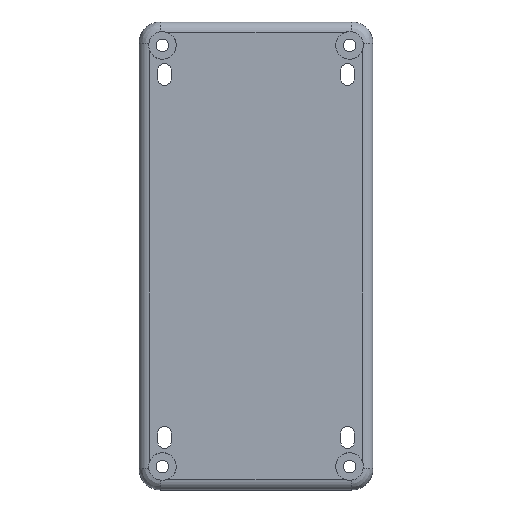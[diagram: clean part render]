
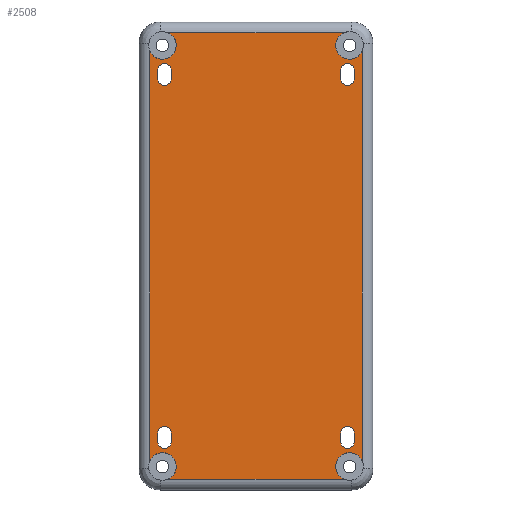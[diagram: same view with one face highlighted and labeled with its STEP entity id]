
A CAD part, top view. The second image highlights one B-rep face of the part: STEP entity #2508.
In plain terms, the highlighted planar face has unit normal (0, 0, 1).
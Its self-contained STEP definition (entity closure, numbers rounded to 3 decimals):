
#23=FACE_BOUND('',#410,.T.);
#24=FACE_BOUND('',#411,.T.);
#25=FACE_BOUND('',#412,.T.);
#26=FACE_BOUND('',#413,.T.);
#57=CIRCLE('',#2625,1.6);
#58=CIRCLE('',#2628,1.6);
#61=CIRCLE('',#2633,1.6);
#62=CIRCLE('',#2636,1.6);
#65=CIRCLE('',#2641,1.6);
#66=CIRCLE('',#2644,1.6);
#69=CIRCLE('',#2649,1.6);
#70=CIRCLE('',#2652,1.6);
#72=CIRCLE('',#2655,3.25);
#74=CIRCLE('',#2657,3.25);
#76=CIRCLE('',#2661,3.25);
#78=CIRCLE('',#2663,3.25);
#80=CIRCLE('',#2667,3.25);
#83=CIRCLE('',#2672,3.25);
#267=FACE_OUTER_BOUND('',#409,.T.);
#409=EDGE_LOOP('',(#1767,#1768,#1769,#1770,#1771,#1772,#1773,#1774,#1775,
#1776));
#410=EDGE_LOOP('',(#1777,#1778,#1779,#1780));
#411=EDGE_LOOP('',(#1781,#1782,#1783,#1784));
#412=EDGE_LOOP('',(#1785,#1786,#1787,#1788));
#413=EDGE_LOOP('',(#1789,#1790,#1791,#1792));
#542=LINE('',#3647,#783);
#545=LINE('',#3657,#786);
#550=LINE('',#3671,#791);
#553=LINE('',#3681,#794);
#556=LINE('',#3691,#797);
#561=LINE('',#3705,#802);
#566=LINE('',#3719,#807);
#569=LINE('',#3729,#810);
#576=LINE('',#3899,#817);
#578=LINE('',#3918,#819);
#579=LINE('',#3919,#820);
#580=LINE('',#3920,#821);
#783=VECTOR('',#2886,10.);
#786=VECTOR('',#2897,10.);
#791=VECTOR('',#2910,10.);
#794=VECTOR('',#2921,10.);
#797=VECTOR('',#2932,10.);
#802=VECTOR('',#2945,10.);
#807=VECTOR('',#2958,10.);
#810=VECTOR('',#2969,10.);
#817=VECTOR('',#3028,10.);
#819=VECTOR('',#3040,10.);
#820=VECTOR('',#3041,10.);
#821=VECTOR('',#3042,10.);
#1024=VERTEX_POINT('',#3644);
#1025=VERTEX_POINT('',#3646);
#1027=VERTEX_POINT('',#3652);
#1028=VERTEX_POINT('',#3656);
#1032=VERTEX_POINT('',#3668);
#1033=VERTEX_POINT('',#3670);
#1035=VERTEX_POINT('',#3676);
#1036=VERTEX_POINT('',#3680);
#1038=VERTEX_POINT('',#3689);
#1039=VERTEX_POINT('',#3690);
#1043=VERTEX_POINT('',#3700);
#1044=VERTEX_POINT('',#3704);
#1048=VERTEX_POINT('',#3716);
#1049=VERTEX_POINT('',#3718);
#1051=VERTEX_POINT('',#3724);
#1052=VERTEX_POINT('',#3728);
#1055=VERTEX_POINT('',#3738);
#1057=VERTEX_POINT('',#3758);
#1058=VERTEX_POINT('',#3767);
#1062=VERTEX_POINT('',#3778);
#1064=VERTEX_POINT('',#3798);
#1065=VERTEX_POINT('',#3807);
#1071=VERTEX_POINT('',#3834);
#1072=VERTEX_POINT('',#3843);
#1075=VERTEX_POINT('',#3858);
#1077=VERTEX_POINT('',#3866);
#1274=EDGE_CURVE('',#1025,#1024,#542,.T.);
#1278=EDGE_CURVE('',#1024,#1027,#57,.T.);
#1279=EDGE_CURVE('',#1027,#1028,#545,.T.);
#1282=EDGE_CURVE('',#1028,#1025,#58,.T.);
#1286=EDGE_CURVE('',#1033,#1032,#550,.T.);
#1290=EDGE_CURVE('',#1032,#1035,#61,.T.);
#1291=EDGE_CURVE('',#1035,#1036,#553,.T.);
#1294=EDGE_CURVE('',#1036,#1033,#62,.T.);
#1296=EDGE_CURVE('',#1038,#1039,#556,.T.);
#1302=EDGE_CURVE('',#1039,#1043,#65,.T.);
#1303=EDGE_CURVE('',#1043,#1044,#561,.T.);
#1306=EDGE_CURVE('',#1044,#1038,#66,.T.);
#1310=EDGE_CURVE('',#1049,#1048,#566,.T.);
#1314=EDGE_CURVE('',#1048,#1051,#69,.T.);
#1315=EDGE_CURVE('',#1051,#1052,#569,.T.);
#1318=EDGE_CURVE('',#1052,#1049,#70,.T.);
#1323=EDGE_CURVE('',#1058,#1057,#72,.T.);
#1326=EDGE_CURVE('',#1055,#1058,#74,.T.);
#1331=EDGE_CURVE('',#1065,#1064,#76,.T.);
#1334=EDGE_CURVE('',#1062,#1065,#78,.T.);
#1339=EDGE_CURVE('',#1072,#1071,#80,.T.);
#1345=EDGE_CURVE('',#1077,#1075,#83,.T.);
#1352=EDGE_CURVE('',#1072,#1075,#576,.T.);
#1358=EDGE_CURVE('',#1062,#1057,#578,.T.);
#1359=EDGE_CURVE('',#1077,#1064,#579,.T.);
#1360=EDGE_CURVE('',#1055,#1071,#580,.T.);
#1767=ORIENTED_EDGE('',*,*,#1326,.T.);
#1768=ORIENTED_EDGE('',*,*,#1323,.T.);
#1769=ORIENTED_EDGE('',*,*,#1358,.F.);
#1770=ORIENTED_EDGE('',*,*,#1334,.T.);
#1771=ORIENTED_EDGE('',*,*,#1331,.T.);
#1772=ORIENTED_EDGE('',*,*,#1359,.F.);
#1773=ORIENTED_EDGE('',*,*,#1345,.T.);
#1774=ORIENTED_EDGE('',*,*,#1352,.F.);
#1775=ORIENTED_EDGE('',*,*,#1339,.T.);
#1776=ORIENTED_EDGE('',*,*,#1360,.F.);
#1777=ORIENTED_EDGE('',*,*,#1279,.T.);
#1778=ORIENTED_EDGE('',*,*,#1282,.T.);
#1779=ORIENTED_EDGE('',*,*,#1274,.T.);
#1780=ORIENTED_EDGE('',*,*,#1278,.T.);
#1781=ORIENTED_EDGE('',*,*,#1291,.T.);
#1782=ORIENTED_EDGE('',*,*,#1294,.T.);
#1783=ORIENTED_EDGE('',*,*,#1286,.T.);
#1784=ORIENTED_EDGE('',*,*,#1290,.T.);
#1785=ORIENTED_EDGE('',*,*,#1303,.T.);
#1786=ORIENTED_EDGE('',*,*,#1306,.T.);
#1787=ORIENTED_EDGE('',*,*,#1296,.T.);
#1788=ORIENTED_EDGE('',*,*,#1302,.T.);
#1789=ORIENTED_EDGE('',*,*,#1315,.T.);
#1790=ORIENTED_EDGE('',*,*,#1318,.T.);
#1791=ORIENTED_EDGE('',*,*,#1310,.T.);
#1792=ORIENTED_EDGE('',*,*,#1314,.T.);
#2421=PLANE('',#2681);
#2508=ADVANCED_FACE('',(#267,#23,#24,#25,#26),#2421,.T.);
#2625=AXIS2_PLACEMENT_3D('',#3654,#2893,#2894);
#2628=AXIS2_PLACEMENT_3D('',#3662,#2902,#2903);
#2633=AXIS2_PLACEMENT_3D('',#3678,#2917,#2918);
#2636=AXIS2_PLACEMENT_3D('',#3686,#2926,#2927);
#2641=AXIS2_PLACEMENT_3D('',#3702,#2941,#2942);
#2644=AXIS2_PLACEMENT_3D('',#3710,#2950,#2951);
#2649=AXIS2_PLACEMENT_3D('',#3726,#2965,#2966);
#2652=AXIS2_PLACEMENT_3D('',#3734,#2974,#2975);
#2655=AXIS2_PLACEMENT_3D('',#3768,#2980,#2981);
#2657=AXIS2_PLACEMENT_3D('',#3772,#2985,#2986);
#2661=AXIS2_PLACEMENT_3D('',#3808,#2993,#2994);
#2663=AXIS2_PLACEMENT_3D('',#3812,#2998,#2999);
#2667=AXIS2_PLACEMENT_3D('',#3844,#3006,#3007);
#2672=AXIS2_PLACEMENT_3D('',#3867,#3017,#3018);
#2681=AXIS2_PLACEMENT_3D('',#3917,#3038,#3039);
#2886=DIRECTION('',(0.,-1.,0.));
#2893=DIRECTION('center_axis',(0.,0.,-1.));
#2894=DIRECTION('ref_axis',(-1.,0.,0.));
#2897=DIRECTION('',(0.,1.,0.));
#2902=DIRECTION('center_axis',(0.,0.,-1.));
#2903=DIRECTION('ref_axis',(1.,0.,0.));
#2910=DIRECTION('',(0.,1.,0.));
#2917=DIRECTION('center_axis',(0.,0.,-1.));
#2918=DIRECTION('ref_axis',(1.,0.,0.));
#2921=DIRECTION('',(0.,-1.,0.));
#2926=DIRECTION('center_axis',(0.,0.,-1.));
#2927=DIRECTION('ref_axis',(-1.,0.,0.));
#2932=DIRECTION('',(0.,1.,0.));
#2941=DIRECTION('center_axis',(0.,0.,-1.));
#2942=DIRECTION('ref_axis',(1.,0.,0.));
#2945=DIRECTION('',(0.,-1.,0.));
#2950=DIRECTION('center_axis',(0.,0.,-1.));
#2951=DIRECTION('ref_axis',(-1.,0.,0.));
#2958=DIRECTION('',(0.,1.,0.));
#2965=DIRECTION('center_axis',(0.,0.,-1.));
#2966=DIRECTION('ref_axis',(1.,0.,0.));
#2969=DIRECTION('',(0.,-1.,0.));
#2974=DIRECTION('center_axis',(0.,0.,-1.));
#2975=DIRECTION('ref_axis',(-1.,0.,0.));
#2980=DIRECTION('center_axis',(0.,0.,-1.));
#2981=DIRECTION('ref_axis',(1.,0.,0.));
#2985=DIRECTION('center_axis',(0.,0.,-1.));
#2986=DIRECTION('ref_axis',(1.,0.,0.));
#2993=DIRECTION('center_axis',(0.,0.,-1.));
#2994=DIRECTION('ref_axis',(1.,0.,0.));
#2998=DIRECTION('center_axis',(0.,0.,-1.));
#2999=DIRECTION('ref_axis',(1.,0.,0.));
#3006=DIRECTION('center_axis',(0.,0.,-1.));
#3007=DIRECTION('ref_axis',(1.,0.,0.));
#3017=DIRECTION('center_axis',(0.,0.,-1.));
#3018=DIRECTION('ref_axis',(1.,0.,0.));
#3028=DIRECTION('',(0.,1.,0.));
#3038=DIRECTION('center_axis',(0.,0.,1.));
#3039=DIRECTION('ref_axis',(1.,0.,0.));
#3040=DIRECTION('',(0.,-1.,0.));
#3041=DIRECTION('',(1.,0.,0.));
#3042=DIRECTION('',(-1.,0.,0.));
#3644=CARTESIAN_POINT('',(23.1,-43.65,33.));
#3646=CARTESIAN_POINT('',(23.1,-41.65,33.));
#3647=CARTESIAN_POINT('',(23.1,-21.25,33.));
#3652=CARTESIAN_POINT('',(19.9,-43.65,33.));
#3654=CARTESIAN_POINT('Origin',(21.5,-43.65,33.));
#3656=CARTESIAN_POINT('',(19.9,-41.65,33.));
#3657=CARTESIAN_POINT('',(19.9,-21.25,33.));
#3662=CARTESIAN_POINT('Origin',(21.5,-41.65,33.));
#3668=CARTESIAN_POINT('',(-23.1,-41.65,33.));
#3670=CARTESIAN_POINT('',(-23.1,-43.65,33.));
#3671=CARTESIAN_POINT('',(-23.1,-20.825,33.));
#3676=CARTESIAN_POINT('',(-19.9,-41.65,33.));
#3678=CARTESIAN_POINT('Origin',(-21.5,-41.65,33.));
#3680=CARTESIAN_POINT('',(-19.9,-43.65,33.));
#3681=CARTESIAN_POINT('',(-19.9,-21.25,33.));
#3686=CARTESIAN_POINT('Origin',(-21.5,-43.65,33.));
#3689=CARTESIAN_POINT('',(-23.1,41.65,33.));
#3690=CARTESIAN_POINT('',(-23.1,43.65,33.));
#3691=CARTESIAN_POINT('',(-23.1,21.25,33.));
#3700=CARTESIAN_POINT('',(-19.9,43.65,33.));
#3702=CARTESIAN_POINT('Origin',(-21.5,43.65,33.));
#3704=CARTESIAN_POINT('',(-19.9,41.65,33.));
#3705=CARTESIAN_POINT('',(-19.9,21.25,33.));
#3710=CARTESIAN_POINT('Origin',(-21.5,41.65,33.));
#3716=CARTESIAN_POINT('',(19.9,43.65,33.));
#3718=CARTESIAN_POINT('',(19.9,41.65,33.));
#3719=CARTESIAN_POINT('',(19.9,21.825,33.));
#3724=CARTESIAN_POINT('',(23.1,43.65,33.));
#3726=CARTESIAN_POINT('Origin',(21.5,43.65,33.));
#3728=CARTESIAN_POINT('',(23.1,41.65,33.));
#3729=CARTESIAN_POINT('',(23.1,21.25,33.));
#3734=CARTESIAN_POINT('Origin',(21.5,41.65,33.));
#3738=CARTESIAN_POINT('',(20.75,-52.5,33.));
#3758=CARTESIAN_POINT('',(25.,-48.25,33.));
#3767=CARTESIAN_POINT('',(18.75,-49.5,33.));
#3768=CARTESIAN_POINT('Origin',(22.,-49.5,33.));
#3772=CARTESIAN_POINT('Origin',(22.,-49.5,33.));
#3778=CARTESIAN_POINT('',(25.,48.25,33.));
#3798=CARTESIAN_POINT('',(20.75,52.5,33.));
#3807=CARTESIAN_POINT('',(18.75,49.5,33.));
#3808=CARTESIAN_POINT('Origin',(22.,49.5,33.));
#3812=CARTESIAN_POINT('Origin',(22.,49.5,33.));
#3834=CARTESIAN_POINT('',(-20.75,-52.5,33.));
#3843=CARTESIAN_POINT('',(-25.,-48.25,33.));
#3844=CARTESIAN_POINT('Origin',(-22.,-49.5,33.));
#3858=CARTESIAN_POINT('',(-25.,48.25,33.));
#3866=CARTESIAN_POINT('',(-20.75,52.5,33.));
#3867=CARTESIAN_POINT('Origin',(-22.,49.5,33.));
#3899=CARTESIAN_POINT('',(-25.,27.5,33.));
#3917=CARTESIAN_POINT('Origin',(0.,0.,33.));
#3918=CARTESIAN_POINT('',(25.,-27.5,33.));
#3919=CARTESIAN_POINT('',(13.75,52.5,33.));
#3920=CARTESIAN_POINT('',(-13.75,-52.5,33.));
